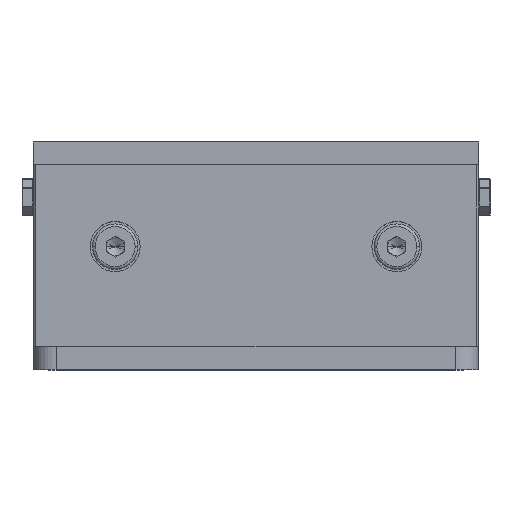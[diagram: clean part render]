
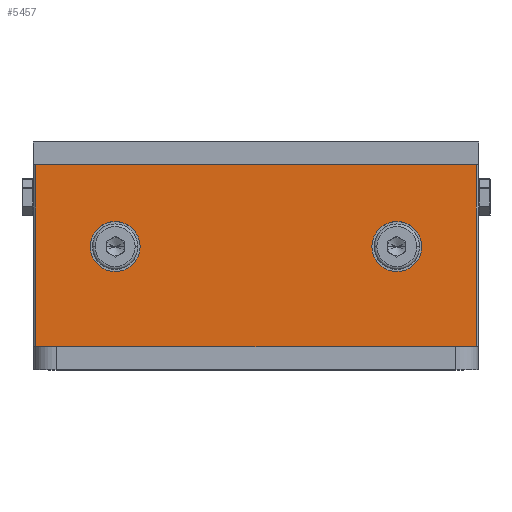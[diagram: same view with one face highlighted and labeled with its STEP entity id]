
A CAD part, top view. The second image highlights one B-rep face of the part: STEP entity #5457.
In plain terms, the highlighted planar face has unit normal (0, 0, 1).
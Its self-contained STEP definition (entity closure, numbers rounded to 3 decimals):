
#96 = VERTEX_POINT ( 'NONE', #6531 ) ;
#274 = CIRCLE ( 'NONE', #8129, 5.5 ) ;
#526 = EDGE_CURVE ( 'NONE', #9034, #96, #5100, .T. ) ;
#615 = AXIS2_PLACEMENT_3D ( 'NONE', #1213, #2342, #2497 ) ;
#620 = CARTESIAN_POINT ( 'NONE',  ( -31., 27., 90. ) ) ;
#631 = DIRECTION ( 'NONE',  ( 0., 0., 1. ) ) ;
#662 = DIRECTION ( 'NONE',  ( 1., 0., 0. ) ) ;
#801 = CARTESIAN_POINT ( 'NONE',  ( -48.5, 45., 90. ) ) ;
#828 = VERTEX_POINT ( 'NONE', #3896 ) ;
#1142 = ORIENTED_EDGE ( 'NONE', *, *, #10653, .F. ) ;
#1213 = CARTESIAN_POINT ( 'NONE',  ( -31., 27., 90. ) ) ;
#1715 = EDGE_CURVE ( 'NONE', #11226, #828, #1900, .T. ) ;
#1775 = CARTESIAN_POINT ( 'NONE',  ( -48.5, 5., 90. ) ) ;
#1867 = VERTEX_POINT ( 'NONE', #1775 ) ;
#1900 = LINE ( 'NONE', #9424, #5465 ) ;
#1985 = EDGE_LOOP ( 'NONE', ( #12641, #8248 ) ) ;
#2006 = CARTESIAN_POINT ( 'NONE',  ( -25.5, 27., 90. ) ) ;
#2111 = FACE_OUTER_BOUND ( 'NONE', #7082, .T. ) ;
#2222 = EDGE_CURVE ( 'NONE', #11226, #1867, #8533, .T. ) ;
#2233 = FACE_BOUND ( 'NONE', #1985, .T. ) ;
#2302 = FACE_BOUND ( 'NONE', #7372, .T. ) ;
#2342 = DIRECTION ( 'NONE',  ( 0., 0., 1. ) ) ;
#2497 = DIRECTION ( 'NONE',  ( 1., 0., 0. ) ) ;
#2733 = CARTESIAN_POINT ( 'NONE',  ( 48.5, 5., 90. ) ) ;
#2760 = DIRECTION ( 'NONE',  ( 0., 1., 0. ) ) ;
#2903 = AXIS2_PLACEMENT_3D ( 'NONE', #9587, #9503, #9315 ) ;
#3896 = CARTESIAN_POINT ( 'NONE',  ( 48.5, 45., 90. ) ) ;
#4380 = EDGE_CURVE ( 'NONE', #9813, #1867, #10279, .T. ) ;
#5000 = DIRECTION ( 'NONE',  ( 0., 0., 1. ) ) ;
#5100 = CIRCLE ( 'NONE', #2903, 5.5 ) ;
#5457 = ADVANCED_FACE ( 'NONE', ( #2302, #2233, #2111 ), #8278, .F. ) ;
#5465 = VECTOR ( 'NONE', #9444, 1000. ) ;
#5572 = VERTEX_POINT ( 'NONE', #7279 ) ;
#6261 = EDGE_CURVE ( 'NONE', #5572, #13556, #274, .T. ) ;
#6531 = CARTESIAN_POINT ( 'NONE',  ( 36.5, 27., 90. ) ) ;
#7082 = EDGE_LOOP ( 'NONE', ( #13558, #8222, #10697, #11859 ) ) ;
#7279 = CARTESIAN_POINT ( 'NONE',  ( -36.5, 27., 90. ) ) ;
#7372 = EDGE_LOOP ( 'NONE', ( #1142, #8697 ) ) ;
#8129 = AXIS2_PLACEMENT_3D ( 'NONE', #620, #631, #662 ) ;
#8222 = ORIENTED_EDGE ( 'NONE', *, *, #9425, .T. ) ;
#8248 = ORIENTED_EDGE ( 'NONE', *, *, #526, .F. ) ;
#8278 = PLANE ( 'NONE',  #11995 ) ;
#8311 = CARTESIAN_POINT ( 'NONE',  ( 49., 5., 90. ) ) ;
#8360 = DIRECTION ( 'NONE',  ( 0., 0., -1. ) ) ;
#8380 = DIRECTION ( 'NONE',  ( -1., 0., 0. ) ) ;
#8518 = CARTESIAN_POINT ( 'NONE',  ( 25.5, 27., 90. ) ) ;
#8533 = LINE ( 'NONE', #13926, #11947 ) ;
#8697 = ORIENTED_EDGE ( 'NONE', *, *, #6261, .F. ) ;
#8786 = CIRCLE ( 'NONE', #10308, 5.5 ) ;
#8992 = VECTOR ( 'NONE', #9665, 1000. ) ;
#9034 = VERTEX_POINT ( 'NONE', #8518 ) ;
#9315 = DIRECTION ( 'NONE',  ( 1., 0., 0. ) ) ;
#9424 = CARTESIAN_POINT ( 'NONE',  ( 49., 45., 90. ) ) ;
#9425 = EDGE_CURVE ( 'NONE', #9813, #828, #9578, .T. ) ;
#9444 = DIRECTION ( 'NONE',  ( 1., 0., 0. ) ) ;
#9503 = DIRECTION ( 'NONE',  ( 0., 0., 1. ) ) ;
#9578 = LINE ( 'NONE', #2733, #13822 ) ;
#9587 = CARTESIAN_POINT ( 'NONE',  ( 31., 27., 90. ) ) ;
#9616 = CARTESIAN_POINT ( 'NONE',  ( 49., 5., 90. ) ) ;
#9665 = DIRECTION ( 'NONE',  ( -1., 0., 0. ) ) ;
#9813 = VERTEX_POINT ( 'NONE', #10787 ) ;
#10279 = LINE ( 'NONE', #9616, #8992 ) ;
#10308 = AXIS2_PLACEMENT_3D ( 'NONE', #12850, #5000, #11869 ) ;
#10653 = EDGE_CURVE ( 'NONE', #13556, #5572, #11070, .T. ) ;
#10697 = ORIENTED_EDGE ( 'NONE', *, *, #1715, .F. ) ;
#10787 = CARTESIAN_POINT ( 'NONE',  ( 48.5, 5., 90. ) ) ;
#11070 = CIRCLE ( 'NONE', #615, 5.5 ) ;
#11226 = VERTEX_POINT ( 'NONE', #801 ) ;
#11859 = ORIENTED_EDGE ( 'NONE', *, *, #2222, .T. ) ;
#11869 = DIRECTION ( 'NONE',  ( 1., 0., 0. ) ) ;
#11947 = VECTOR ( 'NONE', #11969, 1000. ) ;
#11969 = DIRECTION ( 'NONE',  ( 0., -1., 0. ) ) ;
#11995 = AXIS2_PLACEMENT_3D ( 'NONE', #8311, #8360, #8380 ) ;
#12641 = ORIENTED_EDGE ( 'NONE', *, *, #12672, .F. ) ;
#12672 = EDGE_CURVE ( 'NONE', #96, #9034, #8786, .T. ) ;
#12850 = CARTESIAN_POINT ( 'NONE',  ( 31., 27., 90. ) ) ;
#13556 = VERTEX_POINT ( 'NONE', #2006 ) ;
#13558 = ORIENTED_EDGE ( 'NONE', *, *, #4380, .F. ) ;
#13822 = VECTOR ( 'NONE', #2760, 1000. ) ;
#13926 = CARTESIAN_POINT ( 'NONE',  ( -48.5, 5., 90. ) ) ;
